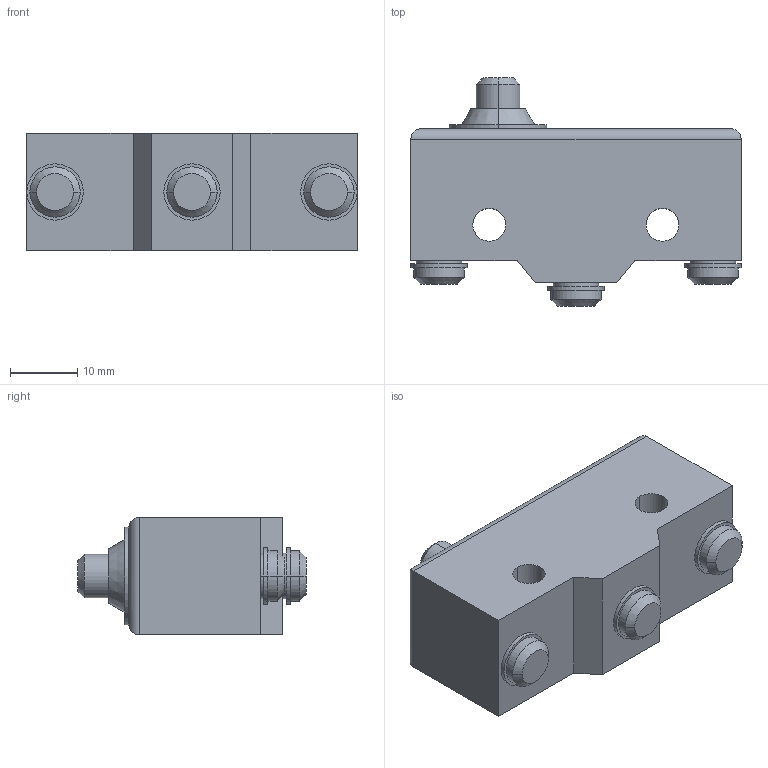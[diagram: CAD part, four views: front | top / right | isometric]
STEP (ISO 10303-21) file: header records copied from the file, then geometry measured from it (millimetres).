
FILE_DESCRIPTION((''),'2;1');
FILE_NAME('3d_KSA3F.stp','2012-10-03T07:29:32',(''),(''),'Mechanical Desktop 2011','Mechanical Desktop 2011',', , ');
FILE_SCHEMA(('CONFIG_CONTROL_DESIGN'));
Length unit declared in the file: millimetre
Products named in the file (1): Product
Bounding box: 49.2 x 34.03 x 17.5 mm (x, y, z)
Volume: 17880.2 mm3; surface area: 5879.7 mm2
Topology: 5 solids, 5 shells, 66 faces, 136 edges, 88 vertices
Faces by surface type: cylinder 24, plane 22, bspline 12, cone 8
Entity records: 1967 total; most frequent: CARTESIAN_POINT 439, DIRECTION 318, ORIENTED_EDGE 272, EDGE_CURVE 136, AXIS2_PLACEMENT_3D 127, VERTEX_POINT 88, EDGE_LOOP 78, CIRCLE 68
